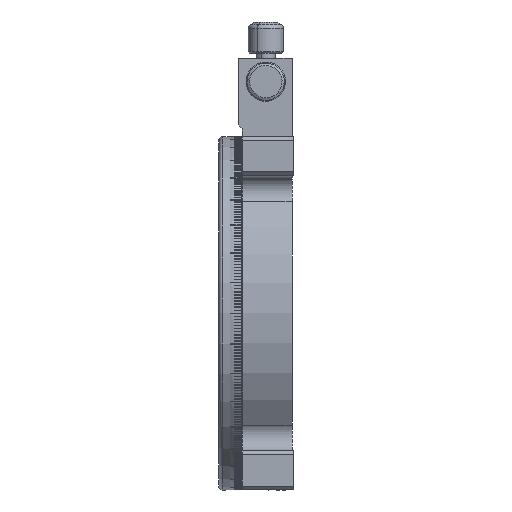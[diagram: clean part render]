
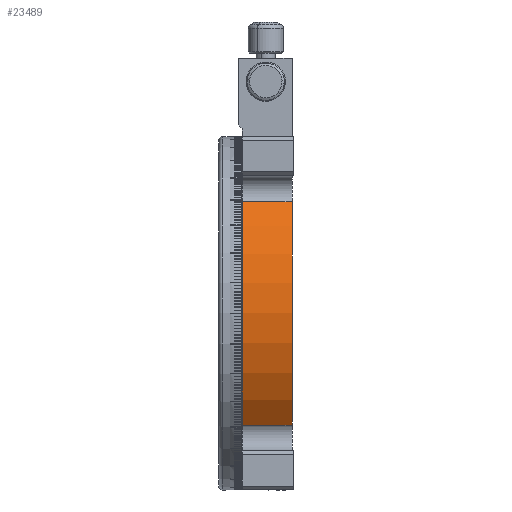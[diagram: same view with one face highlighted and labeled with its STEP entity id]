
A CAD part, left-side view. The second image highlights one B-rep face of the part: STEP entity #23489.
In plain terms, the highlighted cylindrical face has radius 45 mm (diameter 90 mm), a partial arc.
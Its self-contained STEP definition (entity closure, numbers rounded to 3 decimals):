
#10477 = CARTESIAN_POINT ( 'NONE',  ( 0., 0.3, 0. ) ) ;
#11348 = LINE ( 'NONE', #82168, #62140 ) ;
#16304 = ORIENTED_EDGE ( 'NONE', *, *, #69740, .F. ) ;
#16897 = ORIENTED_EDGE ( 'NONE', *, *, #99507, .F. ) ;
#18208 = EDGE_CURVE ( 'NONE', #49983, #150643, #92665, .T. ) ;
#18825 = CARTESIAN_POINT ( 'NONE',  ( -34.85, 0., 28.469 ) ) ;
#22132 = DIRECTION ( 'NONE',  ( 0., 0., -1. ) ) ;
#22623 = FACE_OUTER_BOUND ( 'NONE', #146120, .T. ) ;
#23263 = CIRCLE ( 'NONE', #86069, 45. ) ;
#23489 = ADVANCED_FACE ( 'NONE', ( #22623 ), #142300, .T. ) ;
#30109 = CARTESIAN_POINT ( 'NONE',  ( -34.85, 13., -28.469 ) ) ;
#35442 = CARTESIAN_POINT ( 'NONE',  ( -34.85, 0.3, -28.469 ) ) ;
#47182 = DIRECTION ( 'NONE',  ( 0., 1., 0. ) ) ;
#48912 = CARTESIAN_POINT ( 'NONE',  ( -34.85, 13., 28.469 ) ) ;
#49983 = VERTEX_POINT ( 'NONE', #54518 ) ;
#54518 = CARTESIAN_POINT ( 'NONE',  ( -34.85, 0.3, 28.469 ) ) ;
#56688 = AXIS2_PLACEMENT_3D ( 'NONE', #109208, #110670, #109059 ) ;
#59530 = CARTESIAN_POINT ( 'NONE',  ( 0., 13., 0. ) ) ;
#61803 = VECTOR ( 'NONE', #149600, 1000. ) ;
#62140 = VECTOR ( 'NONE', #47182, 1000. ) ;
#69740 = EDGE_CURVE ( 'NONE', #76923, #77904, #11348, .T. ) ;
#71170 = DIRECTION ( 'NONE',  ( 0., 0., -1. ) ) ;
#71524 = CIRCLE ( 'NONE', #105938, 45. ) ;
#76923 = VERTEX_POINT ( 'NONE', #35442 ) ;
#77904 = VERTEX_POINT ( 'NONE', #30109 ) ;
#82168 = CARTESIAN_POINT ( 'NONE',  ( -34.85, 0., -28.469 ) ) ;
#86069 = AXIS2_PLACEMENT_3D ( 'NONE', #10477, #91640, #22132 ) ;
#91640 = DIRECTION ( 'NONE',  ( 0., 1., 0. ) ) ;
#92665 = LINE ( 'NONE', #18825, #61803 ) ;
#97156 = ORIENTED_EDGE ( 'NONE', *, *, #18208, .T. ) ;
#99507 = EDGE_CURVE ( 'NONE', #77904, #150643, #71524, .T. ) ;
#105938 = AXIS2_PLACEMENT_3D ( 'NONE', #59530, #140508, #71170 ) ;
#109059 = DIRECTION ( 'NONE',  ( 0., 0., 1. ) ) ;
#109208 = CARTESIAN_POINT ( 'NONE',  ( 0., 0., 0. ) ) ;
#110670 = DIRECTION ( 'NONE',  ( 0., 1., 0. ) ) ;
#120977 = ORIENTED_EDGE ( 'NONE', *, *, #134698, .T. ) ;
#134698 = EDGE_CURVE ( 'NONE', #76923, #49983, #23263, .T. ) ;
#140508 = DIRECTION ( 'NONE',  ( 0., 1., 0. ) ) ;
#142300 = CYLINDRICAL_SURFACE ( 'NONE', #56688, 45. ) ;
#146120 = EDGE_LOOP ( 'NONE', ( #16897, #16304, #120977, #97156 ) ) ;
#149600 = DIRECTION ( 'NONE',  ( 0., 1., 0. ) ) ;
#150643 = VERTEX_POINT ( 'NONE', #48912 ) ;
